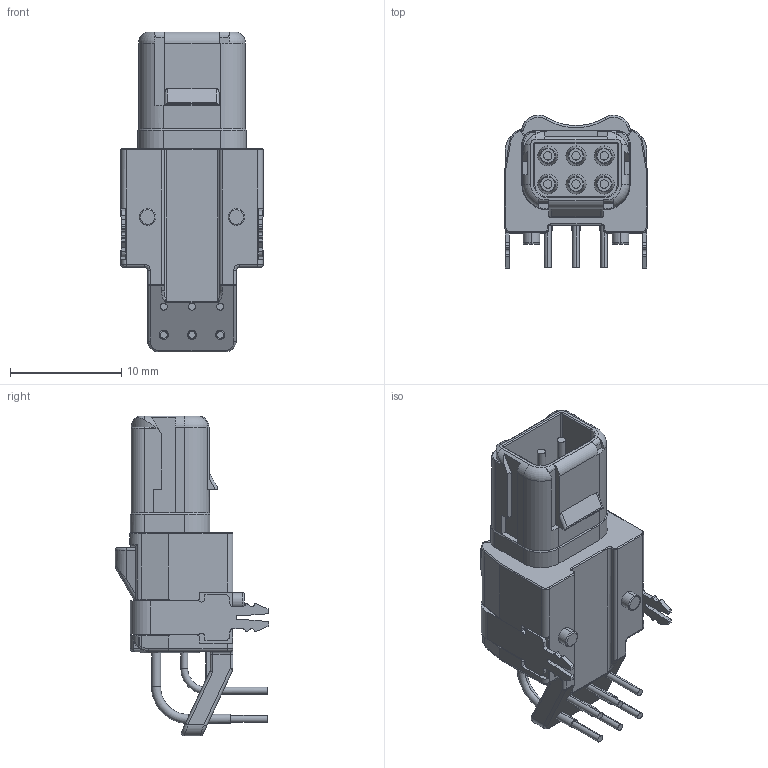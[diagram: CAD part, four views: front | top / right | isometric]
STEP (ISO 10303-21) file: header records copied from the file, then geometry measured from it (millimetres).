
FILE_DESCRIPTION((''),'2;1');
FILE_NAME('C-YD369-G66-NP400000','2017-04-03T',('workeradm'),('Tyco Electronics Ltd.'),'CREO PARAMETRIC BY PTC INC, 2016050','CREO PARAMETRIC BY PTC INC, 2016050','');
FILE_SCHEMA(('AUTOMOTIVE_DESIGN { 1 0 10303 214 1 1 1 1 }'));
Length unit declared in the file: millimetre
Products named in the file (1): C-YD369-G66-NP400000
Bounding box: 12.8 x 13.84 x 28.79 mm (x, y, z)
Volume: 1833 mm3; surface area: 1674.9 mm2
Topology: 1 solids, 1 shells, 651 faces, 1681 edges, 1049 vertices
Faces by surface type: cylinder 268, plane 237, torus 75, bspline 37, sphere 18, cone 16
Entity records: 27362 total; most frequent: CARTESIAN_POINT 6262, ORIENTED_EDGE 3362, DIRECTION 3354, PRESENTATION_STYLE_ASSIGNMENT 1682, STYLED_ITEM 1682, CURVE_STYLE 1681, EDGE_CURVE 1681, AXIS2_PLACEMENT_3D 1256
